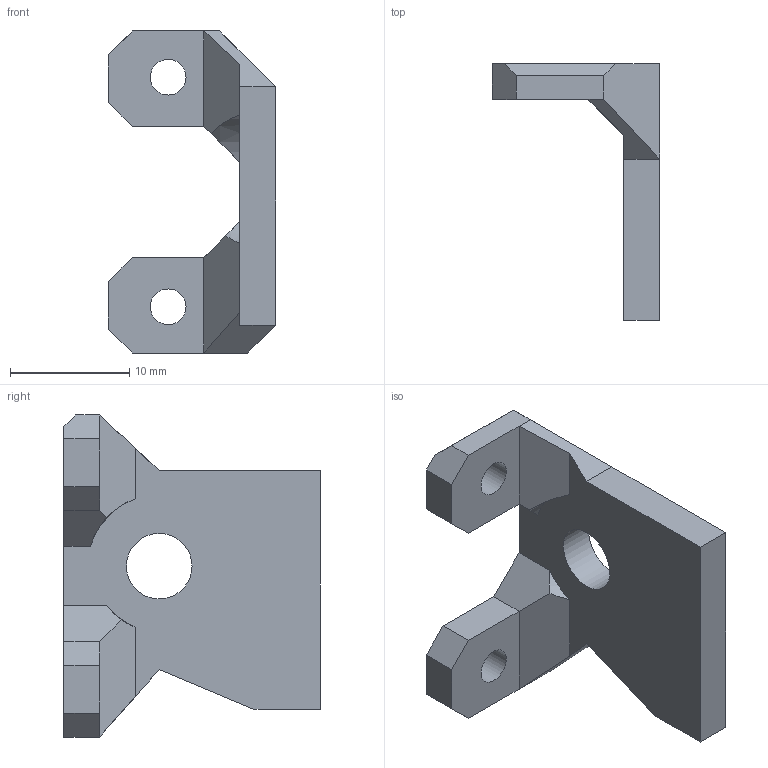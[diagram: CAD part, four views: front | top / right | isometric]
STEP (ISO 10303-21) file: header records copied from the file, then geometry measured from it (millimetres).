
FILE_DESCRIPTION(/* description */ (''),/* implementation_level */ '2;1');
FILE_NAME(/* name */ 'EndStop X Bracket.step',/* time_stamp */ '2018-05-05T11:42:28+02:00',/* author */ (''),/* organization */ (''),/* preprocessor_version */ 'ST-DEVELOPER v17',/* originating_system */ 'Autodesk Translation Framework v7.1.0.215',/* authorisation */ '');
FILE_SCHEMA (('AUTOMOTIVE_DESIGN { 1 0 10303 214 3 1 1 }'));
Length unit declared in the file: millimetre
Products named in the file (1): EndStop X Bracket
Bounding box: 14 x 21.5 x 27 mm (x, y, z)
Volume: 1764.7 mm3; surface area: 1611.4 mm2
Topology: 1 solids, 1 shells, 33 faces, 90 edges, 59 vertices
Faces by surface type: plane 28, cylinder 5
Full cylindrical faces by diameter (mm): 3 x2, 5.5 x1
Entity records: 1086 total; most frequent: CARTESIAN_POINT 183, ORIENTED_EDGE 180, DIRECTION 172, EDGE_CURVE 90, LINE 76, VECTOR 76, VERTEX_POINT 59, AXIS2_PLACEMENT_3D 48
